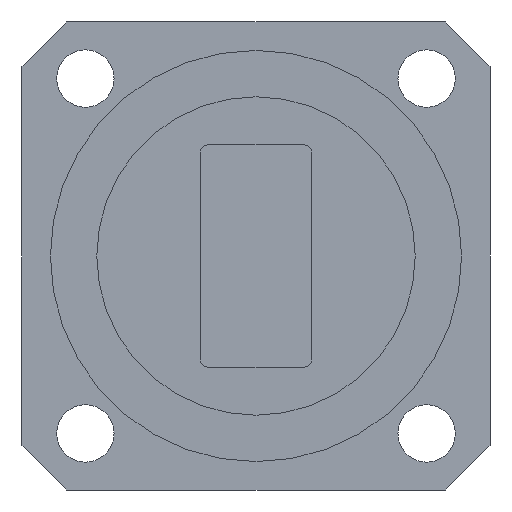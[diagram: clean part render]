
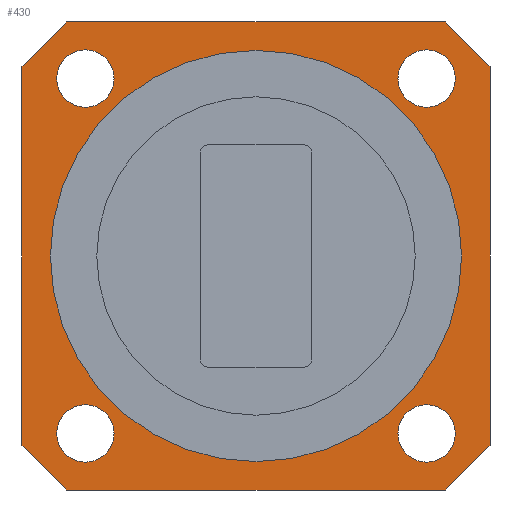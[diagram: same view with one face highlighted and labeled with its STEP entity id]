
A CAD part, left-side view. The second image highlights one B-rep face of the part: STEP entity #430.
In plain terms, the highlighted planar face has unit normal (-1, 0, 0).
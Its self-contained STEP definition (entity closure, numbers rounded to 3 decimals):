
#21 = CIRCLE ( 'NONE', #1865, 2.042 ) ;
#70 = CIRCLE ( 'NONE', #687, 2.042 ) ;
#74 = VECTOR ( 'NONE', #1582, 1000. ) ;
#97 = DIRECTION ( 'NONE',  ( 0., -0.707, -0.707 ) ) ;
#169 = EDGE_CURVE ( 'NONE', #598, #598, #855, .T. ) ;
#229 = AXIS2_PLACEMENT_3D ( 'NONE', #1938, #1683, #2805 ) ;
#252 = DIRECTION ( 'NONE',  ( 1., 0., 0. ) ) ;
#257 = CARTESIAN_POINT ( 'NONE',  ( -92., 0., 14.63 ) ) ;
#302 = ORIENTED_EDGE ( 'NONE', *, *, #169, .F. ) ;
#388 = LINE ( 'NONE', #1612, #2605 ) ;
#406 = CARTESIAN_POINT ( 'NONE',  ( -92., -13.48, 16.65 ) ) ;
#430 = ADVANCED_FACE ( 'NONE', ( #669, #1933, #1912, #3086, #1318, #2498 ), #3110, .F. ) ;
#478 = EDGE_CURVE ( 'NONE', #2791, #930, #3512, .T. ) ;
#598 = VERTEX_POINT ( 'NONE', #257 ) ;
#627 = EDGE_LOOP ( 'NONE', ( #2904 ) ) ;
#658 = LINE ( 'NONE', #2843, #74 ) ;
#669 = FACE_BOUND ( 'NONE', #3488, .T. ) ;
#687 = AXIS2_PLACEMENT_3D ( 'NONE', #3773, #1734, #2325 ) ;
#707 = ORIENTED_EDGE ( 'NONE', *, *, #2205, .T. ) ;
#731 = ORIENTED_EDGE ( 'NONE', *, *, #2022, .T. ) ;
#749 = LINE ( 'NONE', #3122, #1896 ) ;
#815 = ORIENTED_EDGE ( 'NONE', *, *, #3232, .F. ) ;
#855 = CIRCLE ( 'NONE', #229, 14.63 ) ;
#899 = AXIS2_PLACEMENT_3D ( 'NONE', #3719, #2536, #1039 ) ;
#904 = CARTESIAN_POINT ( 'NONE',  ( -92., -12.14, 14.668 ) ) ;
#930 = VERTEX_POINT ( 'NONE', #2460 ) ;
#935 = EDGE_CURVE ( 'NONE', #1380, #3386, #1315, .T. ) ;
#945 = DIRECTION ( 'NONE',  ( 0., 0., 1. ) ) ;
#1013 = EDGE_CURVE ( 'NONE', #930, #2571, #749, .T. ) ;
#1039 = DIRECTION ( 'NONE',  ( 0., 0., 1. ) ) ;
#1067 = VECTOR ( 'NONE', #2522, 1000. ) ;
#1074 = ORIENTED_EDGE ( 'NONE', *, *, #3414, .T. ) ;
#1083 = AXIS2_PLACEMENT_3D ( 'NONE', #1862, #2379, #945 ) ;
#1143 = LINE ( 'NONE', #3552, #1154 ) ;
#1154 = VECTOR ( 'NONE', #2909, 1000. ) ;
#1170 = CARTESIAN_POINT ( 'NONE',  ( -92., 13.48, -16.65 ) ) ;
#1198 = VERTEX_POINT ( 'NONE', #3563 ) ;
#1270 = DIRECTION ( 'NONE',  ( 0., 0., 1. ) ) ;
#1305 = EDGE_CURVE ( 'NONE', #3386, #2791, #3746, .T. ) ;
#1315 = LINE ( 'NONE', #2154, #2261 ) ;
#1318 = FACE_BOUND ( 'NONE', #2680, .T. ) ;
#1380 = VERTEX_POINT ( 'NONE', #1637 ) ;
#1457 = VERTEX_POINT ( 'NONE', #904 ) ;
#1517 = CARTESIAN_POINT ( 'NONE',  ( -92., 16.65, 13.48 ) ) ;
#1553 = CIRCLE ( 'NONE', #899, 2.042 ) ;
#1582 = DIRECTION ( 'NONE',  ( 0., 0., -1. ) ) ;
#1612 = CARTESIAN_POINT ( 'NONE',  ( -92., 16.65, -13.48 ) ) ;
#1637 = CARTESIAN_POINT ( 'NONE',  ( -92., -16.65, -13.48 ) ) ;
#1683 = DIRECTION ( 'NONE',  ( -1., 0., 0. ) ) ;
#1734 = DIRECTION ( 'NONE',  ( -1., 0., 0. ) ) ;
#1745 = VERTEX_POINT ( 'NONE', #3544 ) ;
#1760 = ORIENTED_EDGE ( 'NONE', *, *, #1013, .T. ) ;
#1862 = CARTESIAN_POINT ( 'NONE',  ( -92., -12.14, -12.625 ) ) ;
#1865 = AXIS2_PLACEMENT_3D ( 'NONE', #3042, #3005, #1270 ) ;
#1868 = ORIENTED_EDGE ( 'NONE', *, *, #2827, .T. ) ;
#1875 = VERTEX_POINT ( 'NONE', #2512 ) ;
#1896 = VECTOR ( 'NONE', #3772, 1000. ) ;
#1902 = ORIENTED_EDGE ( 'NONE', *, *, #935, .T. ) ;
#1906 = DIRECTION ( 'NONE',  ( 0., 0., 1. ) ) ;
#1912 = FACE_BOUND ( 'NONE', #2246, .T. ) ;
#1933 = FACE_BOUND ( 'NONE', #3542, .T. ) ;
#1938 = CARTESIAN_POINT ( 'NONE',  ( -92., 0., 0. ) ) ;
#1943 = DIRECTION ( 'NONE',  ( 0., -1., 0. ) ) ;
#1974 = VERTEX_POINT ( 'NONE', #1170 ) ;
#2001 = EDGE_CURVE ( 'NONE', #2405, #2405, #70, .T. ) ;
#2022 = EDGE_CURVE ( 'NONE', #2476, #1380, #1143, .T. ) ;
#2137 = EDGE_CURVE ( 'NONE', #1745, #1745, #2653, .T. ) ;
#2154 = CARTESIAN_POINT ( 'NONE',  ( -92., -16.65, 16.65 ) ) ;
#2169 = ORIENTED_EDGE ( 'NONE', *, *, #478, .T. ) ;
#2205 = EDGE_CURVE ( 'NONE', #2571, #1875, #658, .T. ) ;
#2246 = EDGE_LOOP ( 'NONE', ( #815 ) ) ;
#2261 = VECTOR ( 'NONE', #1906, 1000. ) ;
#2325 = DIRECTION ( 'NONE',  ( 0., 0., 1. ) ) ;
#2329 = CARTESIAN_POINT ( 'NONE',  ( -92., 0., 0. ) ) ;
#2379 = DIRECTION ( 'NONE',  ( -1., 0., 0. ) ) ;
#2404 = ORIENTED_EDGE ( 'NONE', *, *, #2001, .F. ) ;
#2405 = VERTEX_POINT ( 'NONE', #3884 ) ;
#2460 = CARTESIAN_POINT ( 'NONE',  ( -92., 13.48, 16.65 ) ) ;
#2476 = VERTEX_POINT ( 'NONE', #3651 ) ;
#2492 = CARTESIAN_POINT ( 'NONE',  ( -92., -16.65, 13.48 ) ) ;
#2498 = FACE_OUTER_BOUND ( 'NONE', #3533, .T. ) ;
#2512 = CARTESIAN_POINT ( 'NONE',  ( -92., 16.65, -13.48 ) ) ;
#2522 = DIRECTION ( 'NONE',  ( 0., 0.707, 0.707 ) ) ;
#2536 = DIRECTION ( 'NONE',  ( -1., 0., 0. ) ) ;
#2571 = VERTEX_POINT ( 'NONE', #1517 ) ;
#2605 = VECTOR ( 'NONE', #97, 1000. ) ;
#2653 = CIRCLE ( 'NONE', #1083, 2.042 ) ;
#2680 = EDGE_LOOP ( 'NONE', ( #302 ) ) ;
#2791 = VERTEX_POINT ( 'NONE', #406 ) ;
#2805 = DIRECTION ( 'NONE',  ( 0., 0., 1. ) ) ;
#2827 = EDGE_CURVE ( 'NONE', #1875, #1974, #388, .T. ) ;
#2843 = CARTESIAN_POINT ( 'NONE',  ( -92., 16.65, -16.65 ) ) ;
#2904 = ORIENTED_EDGE ( 'NONE', *, *, #2137, .F. ) ;
#2909 = DIRECTION ( 'NONE',  ( 0., -0.707, 0.707 ) ) ;
#2913 = DIRECTION ( 'NONE',  ( 0., 1., 0. ) ) ;
#3005 = DIRECTION ( 'NONE',  ( -1., 0., 0. ) ) ;
#3042 = CARTESIAN_POINT ( 'NONE',  ( -92., 12.14, -12.625 ) ) ;
#3057 = LINE ( 'NONE', #3357, #3410 ) ;
#3086 = FACE_BOUND ( 'NONE', #627, .T. ) ;
#3100 = ORIENTED_EDGE ( 'NONE', *, *, #1305, .T. ) ;
#3110 = PLANE ( 'NONE',  #3892 ) ;
#3122 = CARTESIAN_POINT ( 'NONE',  ( -92., 13.48, 16.65 ) ) ;
#3129 = VECTOR ( 'NONE', #2913, 1000. ) ;
#3175 = CARTESIAN_POINT ( 'NONE',  ( -92., -16.65, 13.48 ) ) ;
#3220 = DIRECTION ( 'NONE',  ( 0., 0., -1. ) ) ;
#3232 = EDGE_CURVE ( 'NONE', #1457, #1457, #1553, .T. ) ;
#3244 = CARTESIAN_POINT ( 'NONE',  ( -92., 16.65, 16.65 ) ) ;
#3323 = EDGE_CURVE ( 'NONE', #1198, #1198, #21, .T. ) ;
#3357 = CARTESIAN_POINT ( 'NONE',  ( -92., -16.65, -16.65 ) ) ;
#3386 = VERTEX_POINT ( 'NONE', #2492 ) ;
#3410 = VECTOR ( 'NONE', #1943, 1000. ) ;
#3414 = EDGE_CURVE ( 'NONE', #1974, #2476, #3057, .T. ) ;
#3425 = ORIENTED_EDGE ( 'NONE', *, *, #3323, .F. ) ;
#3488 = EDGE_LOOP ( 'NONE', ( #3425 ) ) ;
#3512 = LINE ( 'NONE', #3244, #3129 ) ;
#3533 = EDGE_LOOP ( 'NONE', ( #1902, #3100, #2169, #1760, #707, #1868, #1074, #731 ) ) ;
#3542 = EDGE_LOOP ( 'NONE', ( #2404 ) ) ;
#3544 = CARTESIAN_POINT ( 'NONE',  ( -92., -12.14, -10.583 ) ) ;
#3552 = CARTESIAN_POINT ( 'NONE',  ( -92., -13.48, -16.65 ) ) ;
#3563 = CARTESIAN_POINT ( 'NONE',  ( -92., 12.14, -10.583 ) ) ;
#3651 = CARTESIAN_POINT ( 'NONE',  ( -92., -13.48, -16.65 ) ) ;
#3719 = CARTESIAN_POINT ( 'NONE',  ( -92., -12.14, 12.625 ) ) ;
#3746 = LINE ( 'NONE', #3175, #1067 ) ;
#3772 = DIRECTION ( 'NONE',  ( 0., 0.707, -0.707 ) ) ;
#3773 = CARTESIAN_POINT ( 'NONE',  ( -92., 12.14, 12.625 ) ) ;
#3884 = CARTESIAN_POINT ( 'NONE',  ( -92., 12.14, 14.668 ) ) ;
#3892 = AXIS2_PLACEMENT_3D ( 'NONE', #2329, #252, #3220 ) ;
